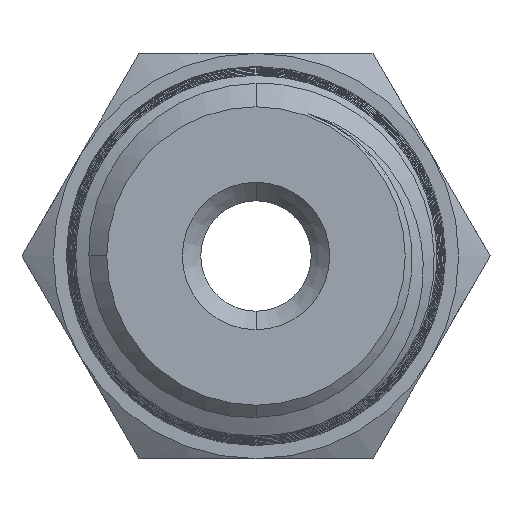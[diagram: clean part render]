
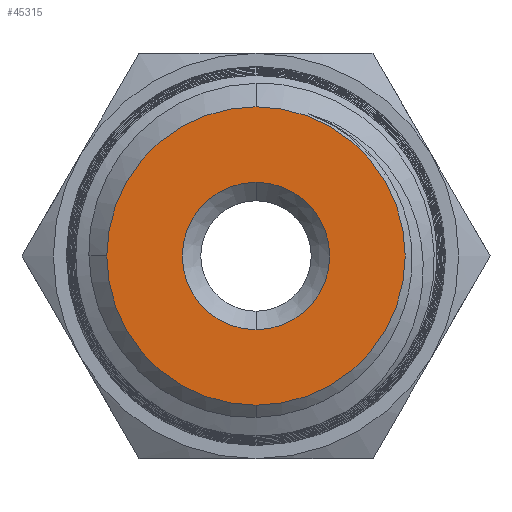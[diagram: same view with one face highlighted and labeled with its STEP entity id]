
A CAD part, front view. The second image highlights one B-rep face of the part: STEP entity #45315.
In plain terms, the highlighted planar face has unit normal (0, -1, 0).
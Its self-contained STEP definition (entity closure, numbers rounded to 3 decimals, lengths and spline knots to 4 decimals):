
#647 = CIRCLE ( 'NONE', #42689, 4.05 ) ;
#1094 = CARTESIAN_POINT ( 'NONE',  ( -4.05, -8., 0. ) ) ;
#1198 = VERTEX_POINT ( 'NONE', #30632 ) ;
#1788 = VERTEX_POINT ( 'NONE', #36118 ) ;
#2688 = DIRECTION ( 'NONE',  ( -1., 0., 0. ) ) ;
#3627 = DIRECTION ( 'NONE',  ( 0., 1., 0. ) ) ;
#5471 = CIRCLE ( 'NONE', #8440, 4.05 ) ;
#6712 = VERTEX_POINT ( 'NONE', #30438 ) ;
#6746 = CARTESIAN_POINT ( 'NONE',  ( 0., -8., 0. ) ) ;
#7499 = CIRCLE ( 'NONE', #21006, 4.05 ) ;
#7575 = FACE_BOUND ( 'NONE', #24395, .T. ) ;
#8440 = AXIS2_PLACEMENT_3D ( 'NONE', #6746, #31371, #10268 ) ;
#8735 = ORIENTED_EDGE ( 'NONE', *, *, #23028, .F. ) ;
#9345 = VERTEX_POINT ( 'NONE', #16784 ) ;
#10268 = DIRECTION ( 'NONE',  ( -1., 0., 0. ) ) ;
#11735 = EDGE_CURVE ( 'NONE', #1198, #32226, #5471, .T. ) ;
#12471 = AXIS2_PLACEMENT_3D ( 'NONE', #32822, #36360, #15274 ) ;
#13523 = ORIENTED_EDGE ( 'NONE', *, *, #11735, .T. ) ;
#14329 = CARTESIAN_POINT ( 'NONE',  ( 0., -8., 0. ) ) ;
#15030 = CIRCLE ( 'NONE', #18977, 2. ) ;
#15274 = DIRECTION ( 'NONE',  ( 0., 0., -1. ) ) ;
#16784 = CARTESIAN_POINT ( 'NONE',  ( 0., -8., -2. ) ) ;
#17882 = DIRECTION ( 'NONE',  ( 0., 0., -1. ) ) ;
#18977 = AXIS2_PLACEMENT_3D ( 'NONE', #14329, #38924, #17882 ) ;
#20448 = ORIENTED_EDGE ( 'NONE', *, *, #40482, .T. ) ;
#20530 = DIRECTION ( 'NONE',  ( 0., 1., 0. ) ) ;
#20897 = CIRCLE ( 'NONE', #42760, 2. ) ;
#21006 = AXIS2_PLACEMENT_3D ( 'NONE', #41555, #20530, #45083 ) ;
#22147 = ORIENTED_EDGE ( 'NONE', *, *, #31211, .T. ) ;
#23028 = EDGE_CURVE ( 'NONE', #1198, #6712, #7499, .T. ) ;
#23778 = DIRECTION ( 'NONE',  ( 0., -1., 0. ) ) ;
#24395 = EDGE_LOOP ( 'NONE', ( #37111, #20448 ) ) ;
#24728 = CARTESIAN_POINT ( 'NONE',  ( 0., -8., 0. ) ) ;
#25617 = PLANE ( 'NONE',  #12471 ) ;
#26532 = EDGE_CURVE ( 'NONE', #9345, #1788, #15030, .T. ) ;
#28275 = DIRECTION ( 'NONE',  ( 0., 0., -1. ) ) ;
#30438 = CARTESIAN_POINT ( 'NONE',  ( 0., -8., -4.05 ) ) ;
#30632 = CARTESIAN_POINT ( 'NONE',  ( 0., -8., 4.05 ) ) ;
#31211 = EDGE_CURVE ( 'NONE', #32226, #6712, #647, .T. ) ;
#31371 = DIRECTION ( 'NONE',  ( 0., -1., 0. ) ) ;
#32226 = VERTEX_POINT ( 'NONE', #1094 ) ;
#32822 = CARTESIAN_POINT ( 'NONE',  ( 0., -8., 0. ) ) ;
#36118 = CARTESIAN_POINT ( 'NONE',  ( 0., -8., 2. ) ) ;
#36360 = DIRECTION ( 'NONE',  ( 0., -1., 0. ) ) ;
#37111 = ORIENTED_EDGE ( 'NONE', *, *, #26532, .T. ) ;
#38924 = DIRECTION ( 'NONE',  ( 0., 1., 0. ) ) ;
#40482 = EDGE_CURVE ( 'NONE', #1788, #9345, #20897, .T. ) ;
#40689 = EDGE_LOOP ( 'NONE', ( #13523, #22147, #8735 ) ) ;
#41555 = CARTESIAN_POINT ( 'NONE',  ( 0., -8., 0. ) ) ;
#42689 = AXIS2_PLACEMENT_3D ( 'NONE', #44776, #23778, #2688 ) ;
#42760 = AXIS2_PLACEMENT_3D ( 'NONE', #24728, #3627, #28275 ) ;
#43859 = FACE_OUTER_BOUND ( 'NONE', #40689, .T. ) ;
#44776 = CARTESIAN_POINT ( 'NONE',  ( 0., -8., 0. ) ) ;
#45083 = DIRECTION ( 'NONE',  ( -1., 0., 0. ) ) ;
#45315 = ADVANCED_FACE ( 'NONE', ( #7575, #43859 ), #25617, .T. ) ;
